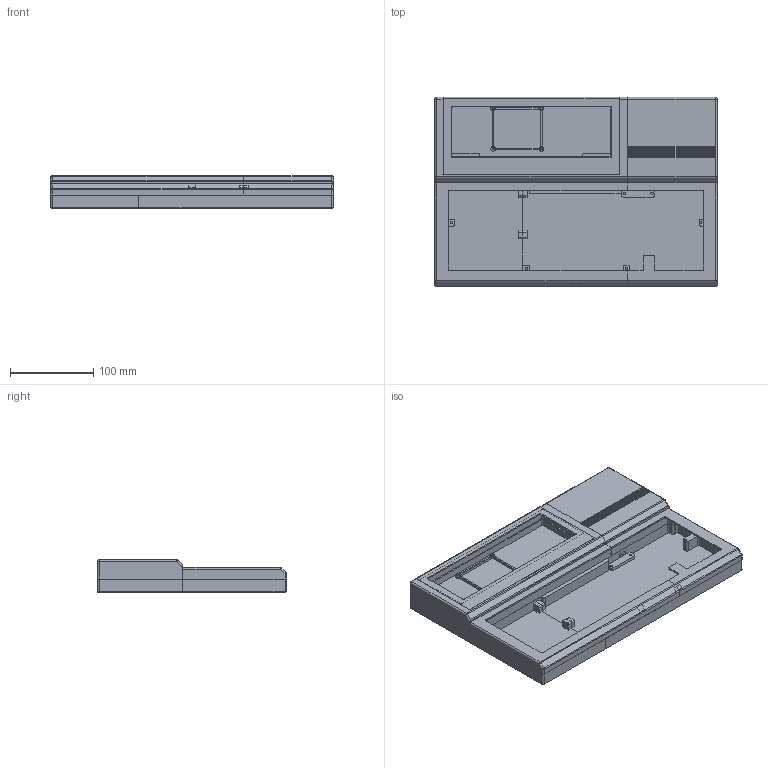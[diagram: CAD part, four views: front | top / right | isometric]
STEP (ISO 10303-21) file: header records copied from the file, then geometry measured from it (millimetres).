
FILE_DESCRIPTION(/* description */ (''),/* implementation_level */ '2;1');
FILE_NAME(/* name */ 'typeframe-px-88.step',/* time_stamp */ '2025-11-14T09:40:25-06:00',/* author */ (''),/* organization */ (''),/* preprocessor_version */ 'ST-DEVELOPER v20.1',/* originating_system */ 'Autodesk Translation Framework v14.17.0.0',/* authorisation */ '');
FILE_SCHEMA (('AUTOMOTIVE_DESIGN { 1 0 10303 214 3 1 1 }'));
Length unit declared in the file: millimetre
Products named in the file (8): Typeframe PX-88; main; screen; hinge; screen border; case;  side; keyboard case
Assembly tree (8 placements, depth 3):
  Typeframe PX-88
    main
      screen
      hinge  x2
      screen border
      case
     side
    keyboard case
Bounding box: 340 x 228.1 x 39.4 mm (x, y, z)
Volume: 593507.1 mm3; surface area: 442181.1 mm2
Topology: 20 solids, 20 shells, 1070 faces, 2856 edges, 1885 vertices
Faces by surface type: plane 683, cylinder 362, cone 9, bspline 8, sphere 8
Full cylindrical faces by diameter (mm): 2.2 x4, 2.5 x4, 2.6 x45, 3 x2, 4.5 x4, 5 x15, 5.5 x4, 6 x5, 6.2 x1, 9.836 x14, 10.373 x20, 11.733 x14
Entity records: 35086 total; most frequent: CARTESIAN_POINT 10376, ORIENTED_EDGE 5136, DIRECTION 4965, EDGE_CURVE 2568, LINE 1835, VECTOR 1835, VERTEX_POINT 1693, AXIS2_PLACEMENT_3D 1565
